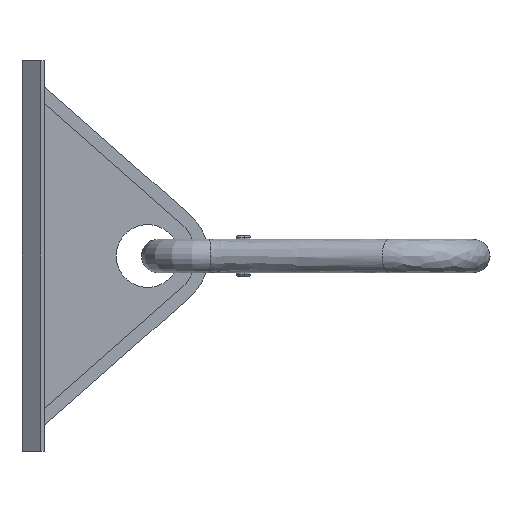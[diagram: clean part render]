
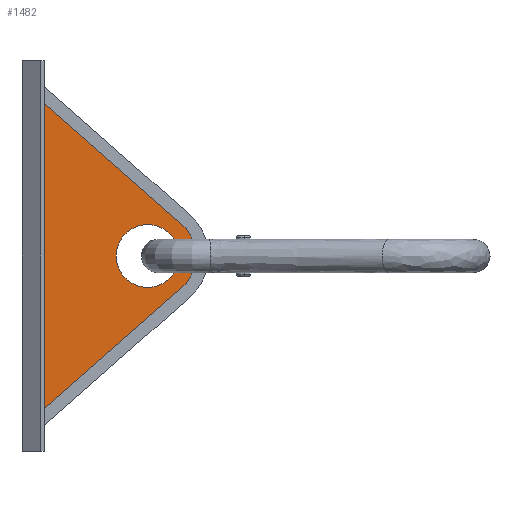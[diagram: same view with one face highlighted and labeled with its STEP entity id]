
A CAD part, left-side view. The second image highlights one B-rep face of the part: STEP entity #1482.
In plain terms, the highlighted planar face has unit normal (-1, 0, 0).
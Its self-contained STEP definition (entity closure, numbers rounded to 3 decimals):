
#142 = VECTOR ( 'NONE', #609, 1000. ) ;
#342 = EDGE_CURVE ( 'NONE', #381, #2114, #6632, .T. ) ;
#381 = VERTEX_POINT ( 'NONE', #1841 ) ;
#478 = ORIENTED_EDGE ( 'NONE', *, *, #342, .F. ) ;
#609 = DIRECTION ( 'NONE',  ( 0., 0., 1. ) ) ;
#696 = VECTOR ( 'NONE', #836, 1000. ) ;
#748 = AXIS2_PLACEMENT_3D ( 'NONE', #5549, #1266, #6610 ) ;
#836 = DIRECTION ( 'NONE',  ( 0., -0.752, -0.66 ) ) ;
#1007 = CARTESIAN_POINT ( 'NONE',  ( -1.3, -21.19, 4.66 ) ) ;
#1266 = DIRECTION ( 'NONE',  ( -1., 0., 0. ) ) ;
#1393 = EDGE_CURVE ( 'NONE', #5283, #381, #3260, .T. ) ;
#1415 = DIRECTION ( 'NONE',  ( 0., 0.752, -0.66 ) ) ;
#1438 = PLANE ( 'NONE',  #3784 ) ;
#1450 = VERTEX_POINT ( 'NONE', #6499 ) ;
#1482 = ADVANCED_FACE ( 'NONE', ( #3997, #1959 ), #1438, .T. ) ;
#1532 = CIRCLE ( 'NONE', #748, 4.5 ) ;
#1629 = EDGE_LOOP ( 'NONE', ( #478, #1724, #2563, #2824 ) ) ;
#1724 = ORIENTED_EDGE ( 'NONE', *, *, #1393, .F. ) ;
#1841 = CARTESIAN_POINT ( 'NONE',  ( -1.3, -1.6, 21.855 ) ) ;
#1959 = FACE_OUTER_BOUND ( 'NONE', #1629, .T. ) ;
#2114 = VERTEX_POINT ( 'NONE', #1007 ) ;
#2282 = DIRECTION ( 'NONE',  ( 1., 0., 0. ) ) ;
#2397 = CARTESIAN_POINT ( 'NONE',  ( -1.3, -1.6, 21.855 ) ) ;
#2441 = DIRECTION ( 'NONE',  ( 0., 0., -1. ) ) ;
#2510 = CARTESIAN_POINT ( 'NONE',  ( -1.3, -17.1, 0. ) ) ;
#2563 = ORIENTED_EDGE ( 'NONE', *, *, #5106, .F. ) ;
#2824 = ORIENTED_EDGE ( 'NONE', *, *, #5050, .F. ) ;
#3122 = CARTESIAN_POINT ( 'NONE',  ( -1.3, -16.4, 4.5 ) ) ;
#3260 = LINE ( 'NONE', #5374, #142 ) ;
#3308 = CARTESIAN_POINT ( 'NONE',  ( -1.3, -17.1, 0. ) ) ;
#3329 = EDGE_CURVE ( 'NONE', #1450, #3697, #1532, .T. ) ;
#3697 = VERTEX_POINT ( 'NONE', #3122 ) ;
#3784 = AXIS2_PLACEMENT_3D ( 'NONE', #2510, #4067, #2441 ) ;
#3861 = AXIS2_PLACEMENT_3D ( 'NONE', #4835, #4261, #6313 ) ;
#3899 = EDGE_LOOP ( 'NONE', ( #4468, #5145 ) ) ;
#3997 = FACE_BOUND ( 'NONE', #3899, .T. ) ;
#4012 = CARTESIAN_POINT ( 'NONE',  ( -1.3, -1.6, -21.855 ) ) ;
#4048 = CARTESIAN_POINT ( 'NONE',  ( -1.3, -21.19, -4.66 ) ) ;
#4067 = DIRECTION ( 'NONE',  ( -1., 0., 0. ) ) ;
#4090 = AXIS2_PLACEMENT_3D ( 'NONE', #3308, #2282, #5941 ) ;
#4261 = DIRECTION ( 'NONE',  ( -1., 0., 0. ) ) ;
#4428 = VERTEX_POINT ( 'NONE', #4548 ) ;
#4468 = ORIENTED_EDGE ( 'NONE', *, *, #3329, .F. ) ;
#4548 = CARTESIAN_POINT ( 'NONE',  ( -1.3, -21.19, -4.66 ) ) ;
#4626 = EDGE_CURVE ( 'NONE', #3697, #1450, #5548, .T. ) ;
#4835 = CARTESIAN_POINT ( 'NONE',  ( -1.3, -16.4, 0. ) ) ;
#4993 = VECTOR ( 'NONE', #1415, 1000. ) ;
#5050 = EDGE_CURVE ( 'NONE', #2114, #4428, #6311, .T. ) ;
#5106 = EDGE_CURVE ( 'NONE', #4428, #5283, #6143, .T. ) ;
#5145 = ORIENTED_EDGE ( 'NONE', *, *, #4626, .F. ) ;
#5283 = VERTEX_POINT ( 'NONE', #4012 ) ;
#5374 = CARTESIAN_POINT ( 'NONE',  ( -1.3, -1.6, -21.855 ) ) ;
#5548 = CIRCLE ( 'NONE', #3861, 4.5 ) ;
#5549 = CARTESIAN_POINT ( 'NONE',  ( -1.3, -16.4, 0. ) ) ;
#5941 = DIRECTION ( 'NONE',  ( 0., 0., -1. ) ) ;
#6143 = LINE ( 'NONE', #4048, #4993 ) ;
#6311 = CIRCLE ( 'NONE', #4090, 6.2 ) ;
#6313 = DIRECTION ( 'NONE',  ( 0., 0., 1. ) ) ;
#6499 = CARTESIAN_POINT ( 'NONE',  ( -1.3, -16.4, -4.5 ) ) ;
#6610 = DIRECTION ( 'NONE',  ( 0., 0., 1. ) ) ;
#6632 = LINE ( 'NONE', #2397, #696 ) ;
